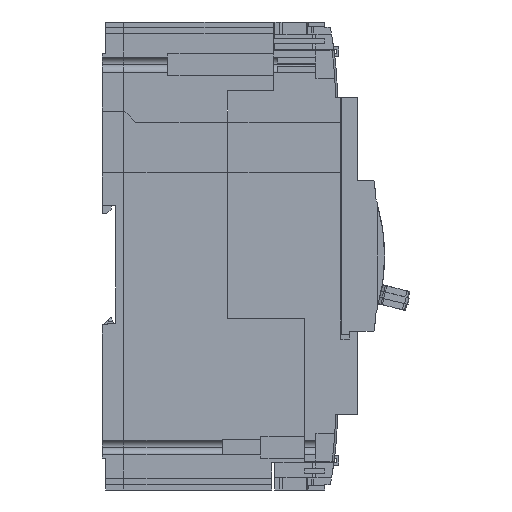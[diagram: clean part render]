
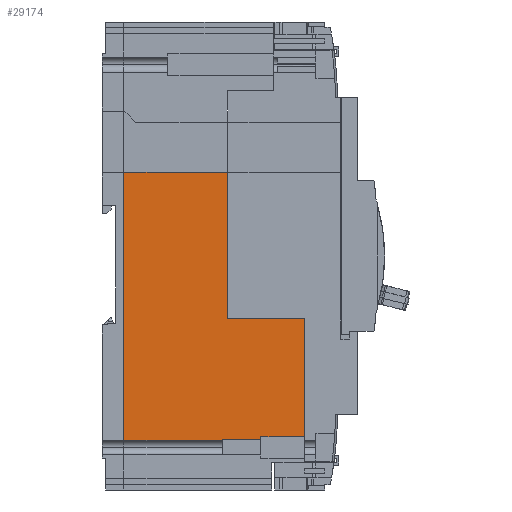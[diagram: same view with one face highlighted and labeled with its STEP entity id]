
A CAD part, left-side view. The second image highlights one B-rep face of the part: STEP entity #29174.
In plain terms, the highlighted planar face has unit normal (-1, 0, 0).
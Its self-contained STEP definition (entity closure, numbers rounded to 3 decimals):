
#14480=VERTEX_POINT('',#41221);
#15508=VERTEX_POINT('',#42336);
#15950=EDGE_CURVE('',#19034,#19784,#42825,.T.);
#16382=EDGE_CURVE('',#30972,#14480,#43300,.T.);
#18196=VERTEX_POINT('',#45272);
#18242=EDGE_CURVE('',#22298,#15508,#45324,.T.);
#19034=VERTEX_POINT('',#46174);
#19784=VERTEX_POINT('',#46988);
#20050=EDGE_CURVE('',#19784,#14480,#47281,.T.);
#22298=VERTEX_POINT('',#49742);
#25120=EDGE_CURVE('',#18196,#32036,#52855,.T.);
#26332=EDGE_CURVE('',#22298,#19034,#54195,.T.);
#26338=EDGE_CURVE('',#30134,#33742,#54201,.T.);
#29174=ADVANCED_FACE('',(#57252),#57253,.F.);
#30134=VERTEX_POINT('',#58297);
#30552=EDGE_CURVE('',#32036,#30972,#58754,.T.);
#30972=VERTEX_POINT('',#59209);
#32036=VERTEX_POINT('',#60355);
#33742=VERTEX_POINT('',#62239);
#37208=EDGE_CURVE('',#33742,#18196,#66015,.T.);
#38266=EDGE_CURVE('',#30134,#15508,#67166,.T.);
#41221=CARTESIAN_POINT('',(-38.1,-60.5,-50.6));
#42336=CARTESIAN_POINT('',(-38.1,-6.5,28.4));
#42825=LINE('',#73052,#73053);
#43300=LINE('',#73811,#73812);
#45272=CARTESIAN_POINT('',(-38.1,-36.0,-51.6));
#45324=LINE('',#76785,#76786);
#46174=CARTESIAN_POINT('',(-38.1,-37.5,-15.3));
#46988=CARTESIAN_POINT('',(-38.1,-60.5,-15.3));
#47281=LINE('',#79652,#79653);
#49742=CARTESIAN_POINT('',(-38.1,-37.5,28.4));
#52855=LINE('',#87741,#87742);
#54195=LINE('',#89634,#89635);
#54201=LINE('',#89646,#89647);
#57252=FACE_OUTER_BOUND('',#94302,.T.);
#57253=PLANE('',#94303);
#58297=CARTESIAN_POINT('',(-38.1,-6.5,-51.75));
#58754=LINE('',#96462,#96463);
#59209=CARTESIAN_POINT('',(-38.1,-47.5,-50.6));
#60355=CARTESIAN_POINT('',(-38.1,-47.5,-51.6));
#62239=CARTESIAN_POINT('',(-38.1,-36.0,-51.75));
#66015=LINE('',#106990,#106991);
#67166=LINE('',#108682,#108683);
#73052=CARTESIAN_POINT('',(-38.1,-60.5,-15.3));
#73053=VECTOR('',#114289,1.0);
#73811=CARTESIAN_POINT('',(-38.1,-38.64,-50.6));
#73812=VECTOR('',#114773,1.0);
#76785=CARTESIAN_POINT('',(-38.1,-18.14,28.4));
#76786=VECTOR('',#116794,1.0);
#79652=CARTESIAN_POINT('',(-38.1,-60.5,-58.4));
#79653=VECTOR('',#118740,1.0);
#87741=CARTESIAN_POINT('',(-38.1,-32.89,-51.6));
#87742=VECTOR('',#125267,1.0);
#89634=CARTESIAN_POINT('',(-38.1,-37.5,-15.3));
#89635=VECTOR('',#126721,1.0);
#89646=CARTESIAN_POINT('',(-38.1,-21.25,-51.75));
#89647=VECTOR('',#126724,1.0);
#94302=EDGE_LOOP('',(#129599,#129600,#129601,#129602,#129603,#129604,#129605,#129606,#129607,#129608));
#94303=AXIS2_PLACEMENT_3D('',#129609,#129610,#129611);
#96462=CARTESIAN_POINT('',(-38.1,-47.5,-25.621));
#96463=VECTOR('',#131174,1.0);
#106990=CARTESIAN_POINT('',(-38.1,-36.0,-25.621));
#106991=VECTOR('',#138846,1.0);
#108682=CARTESIAN_POINT('',(-38.1,-6.5,73.4));
#108683=VECTOR('',#140026,1.0);
#114289=DIRECTION('',(0.0,-1.0,0.));
#114773=DIRECTION('',(0.0,-1.0,0.0));
#116794=DIRECTION('',(-0.0,1.0,0.0));
#118740=DIRECTION('',(-0.0,-0.0,-1.0));
#125267=DIRECTION('',(0.0,-1.0,0.0));
#126721=DIRECTION('',(-0.0,-0.0,-1.0));
#126724=DIRECTION('',(0.0,-1.0,0.0));
#129599=ORIENTED_EDGE('',*,*,#18242,.T.);
#129600=ORIENTED_EDGE('',*,*,#38266,.F.);
#129601=ORIENTED_EDGE('',*,*,#26338,.T.);
#129602=ORIENTED_EDGE('',*,*,#37208,.T.);
#129603=ORIENTED_EDGE('',*,*,#25120,.T.);
#129604=ORIENTED_EDGE('',*,*,#30552,.T.);
#129605=ORIENTED_EDGE('',*,*,#16382,.T.);
#129606=ORIENTED_EDGE('',*,*,#20050,.F.);
#129607=ORIENTED_EDGE('',*,*,#15950,.F.);
#129608=ORIENTED_EDGE('',*,*,#26332,.F.);
#129609=CARTESIAN_POINT('',(-38.1,-29.781,2.608));
#129610=DIRECTION('',(1.0,0.0,0.0));
#129611=DIRECTION('',(0.0,1.0,0.0));
#131174=DIRECTION('',(-0.0,0.0,1.0));
#138846=DIRECTION('',(-0.0,0.0,1.0));
#140026=DIRECTION('',(0.0,0.0,1.0));
